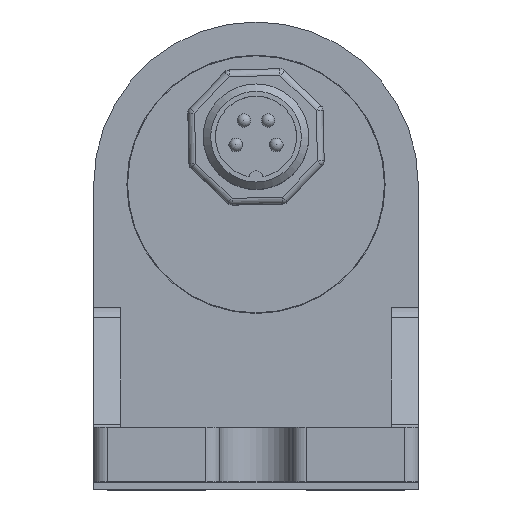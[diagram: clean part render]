
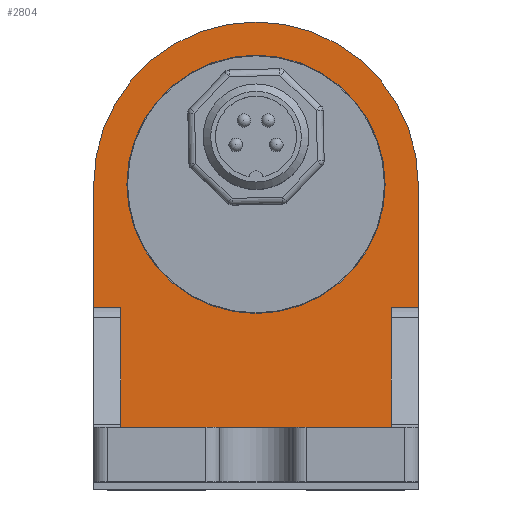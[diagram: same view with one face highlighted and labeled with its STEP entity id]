
A CAD part, top view. The second image highlights one B-rep face of the part: STEP entity #2804.
In plain terms, the highlighted planar face has unit normal (0, 0, 1).
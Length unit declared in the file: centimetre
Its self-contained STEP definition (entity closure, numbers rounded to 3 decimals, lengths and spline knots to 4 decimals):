
#145=PLANE('',#3160);
#323=VECTOR('',#3941,1.);
#342=VECTOR('',#4000,1.);
#345=VECTOR('',#4008,1.);
#346=VECTOR('',#4012,1.);
#347=VECTOR('',#4015,1.);
#348=VECTOR('',#4016,1.);
#349=VECTOR('',#4017,1.);
#529=LINE('',#4772,#323);
#548=LINE('',#4838,#342);
#551=LINE('',#4845,#345);
#552=LINE('',#4849,#346);
#553=LINE('',#4853,#347);
#554=LINE('',#4854,#348);
#555=LINE('',#4855,#349);
#798=VERTEX_POINT('',#4771);
#799=VERTEX_POINT('',#4773);
#821=VERTEX_POINT('',#4832);
#824=VERTEX_POINT('',#4837);
#825=VERTEX_POINT('',#4844);
#826=VERTEX_POINT('',#4846);
#827=VERTEX_POINT('',#4850);
#828=VERTEX_POINT('',#4852);
#829=VERTEX_POINT('',#4857);
#1026=CIRCLE('',#3161,1.2);
#1027=CIRCLE('',#3162,0.955);
#1378=EDGE_CURVE('',#799,#798,#529,.T.);
#1412=EDGE_CURVE('',#824,#821,#548,.T.);
#1416=EDGE_CURVE('',#825,#826,#551,.T.);
#1418=EDGE_CURVE('',#827,#824,#552,.T.);
#1419=EDGE_CURVE('',#828,#827,#1026,.T.);
#1420=EDGE_CURVE('',#826,#828,#553,.T.);
#1421=EDGE_CURVE('',#825,#799,#554,.T.);
#1422=EDGE_CURVE('',#798,#821,#555,.T.);
#1423=EDGE_CURVE('',#829,#829,#1027,.T.);
#2178=ORIENTED_EDGE('',*,*,#1412,.F.);
#2179=ORIENTED_EDGE('',*,*,#1418,.F.);
#2180=ORIENTED_EDGE('',*,*,#1419,.F.);
#2181=ORIENTED_EDGE('',*,*,#1420,.F.);
#2182=ORIENTED_EDGE('',*,*,#1416,.F.);
#2183=ORIENTED_EDGE('',*,*,#1421,.T.);
#2184=ORIENTED_EDGE('',*,*,#1378,.T.);
#2185=ORIENTED_EDGE('',*,*,#1422,.T.);
#2186=ORIENTED_EDGE('',*,*,#1423,.F.);
#2432=EDGE_LOOP('',(#2178,#2179,#2180,#2181,#2182,#2183,#2184,#2185));
#2433=EDGE_LOOP('',(#2186));
#2632=FACE_BOUND('',#2432,.T.);
#2633=FACE_BOUND('',#2433,.T.);
#2804=ADVANCED_FACE('',(#2632,#2633),#145,.T.);
#3160=AXIS2_PLACEMENT_3D('',#4848,#4011,$);
#3161=AXIS2_PLACEMENT_3D('',#4851,#4013,#4014);
#3162=AXIS2_PLACEMENT_3D('',#4856,#4018,#4019);
#3941=DIRECTION('',(1.,0.,0.));
#4000=DIRECTION('',(-1.,0.,0.));
#4008=DIRECTION('',(-1.,0.,0.));
#4011=DIRECTION('',(0.,0.,1.));
#4012=DIRECTION('',(0.,-1.,0.));
#4013=DIRECTION('',(0.,0.,-1.));
#4014=DIRECTION('',(-1.2,0.,0.));
#4015=DIRECTION('',(0.,1.,0.));
#4016=DIRECTION('',(0.,-1.,0.));
#4017=DIRECTION('',(0.,1.,0.));
#4018=DIRECTION('',(0.,0.,1.));
#4019=DIRECTION('',(-0.955,0.,0.));
#4771=CARTESIAN_POINT('',(1.,-1.8,31.36));
#4772=CARTESIAN_POINT('',(0.,-1.8,31.36));
#4773=CARTESIAN_POINT('',(-1.,-1.8,31.36));
#4832=CARTESIAN_POINT('',(1.,-0.9078,31.36));
#4837=CARTESIAN_POINT('',(1.2,-0.9078,31.36));
#4838=CARTESIAN_POINT('',(0.6,-0.9078,31.36));
#4844=CARTESIAN_POINT('',(-1.,-0.9078,31.36));
#4845=CARTESIAN_POINT('',(-0.5,-0.9078,31.36));
#4846=CARTESIAN_POINT('',(-1.2,-0.9078,31.36));
#4848=CARTESIAN_POINT('',(0.,-0.7118,31.36));
#4849=CARTESIAN_POINT('',(1.2,0.,31.36));
#4850=CARTESIAN_POINT('',(1.2,0.,31.36));
#4851=CARTESIAN_POINT('',(0.,0.,31.36));
#4852=CARTESIAN_POINT('',(-1.2,0.,31.36));
#4853=CARTESIAN_POINT('',(-1.2,-2.2,31.36));
#4854=CARTESIAN_POINT('',(-1.,-1.0709,31.36));
#4855=CARTESIAN_POINT('',(1.,-1.0709,31.36));
#4856=CARTESIAN_POINT('',(0.,0.,31.36));
#4857=CARTESIAN_POINT('',(-0.955,0.,31.36));
